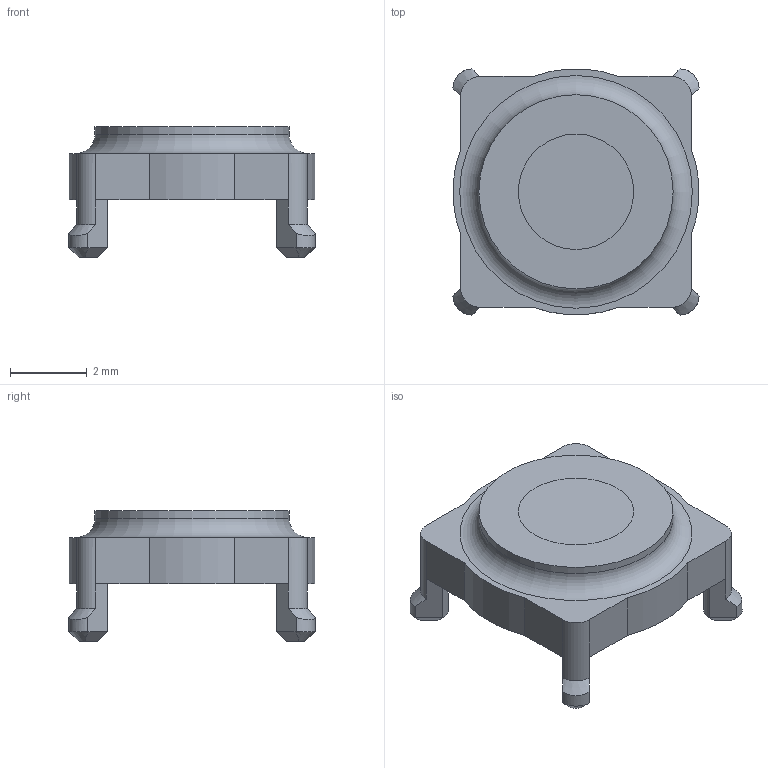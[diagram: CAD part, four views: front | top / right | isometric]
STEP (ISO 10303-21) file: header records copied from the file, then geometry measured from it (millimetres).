
FILE_DESCRIPTION(/* description */ ('Unknown'),/* implementation_level */ '2;1');
FILE_NAME(/* name */ '2525020210002',/* time_stamp */ '2024-06-06T09:40:24+02:00',/* author */ ('Unknown'),/* organization */ ('Unknown'),/* preprocessor_version */ 'ST-DEVELOPER v19.4',/* originating_system */ 'Solid Edge',/* authorisation */ 'Unknown');
FILE_SCHEMA (('AUTOMOTIVE_DESIGN {1 0 10303 214 3 1 1}'));
Length unit declared in the file: millimetre
Products named in the file (1): 2525020210002
Bounding box: 6.4 x 6.4 x 3.4 mm (x, y, z)
Volume: 38.3 mm3; surface area: 147.2 mm2
Topology: 1 solids, 1 shells, 72 faces, 181 edges, 114 vertices
Faces by surface type: plane 41, cylinder 18, cone 12, torus 1
Full cylindrical faces by diameter (mm): 3 x1, 5.05 x1
Entity records: 2168 total; most frequent: CARTESIAN_POINT 447, ORIENTED_EDGE 354, DIRECTION 344, EDGE_CURVE 177, AXIS2_PLACEMENT_3D 122, VERTEX_POINT 113, LINE 100, VECTOR 100
